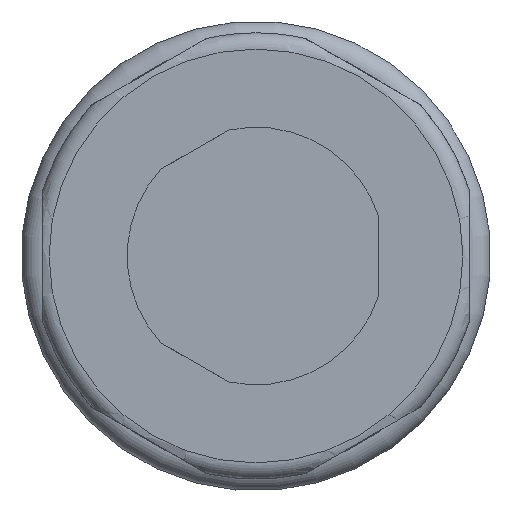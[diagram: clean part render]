
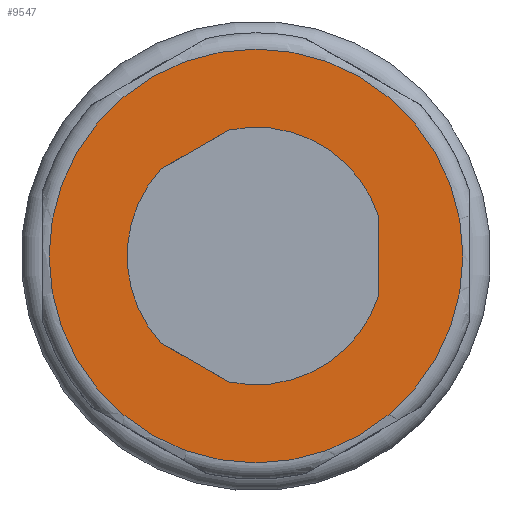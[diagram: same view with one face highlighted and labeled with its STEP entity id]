
A CAD part, left-side view. The second image highlights one B-rep face of the part: STEP entity #9547.
In plain terms, the highlighted planar face has unit normal (-1, 0, 0).
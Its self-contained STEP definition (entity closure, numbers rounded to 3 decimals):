
#103=FACE_BOUND('',#2787,.T.);
#483=CIRCLE('',#10005,10.2);
#484=CIRCLE('',#10006,10.2);
#485=CIRCLE('',#10007,6.35);
#486=CIRCLE('',#10008,6.35);
#487=CIRCLE('',#10009,6.35);
#1020=LINE('',#70301,#1546);
#1021=LINE('',#70305,#1547);
#1022=LINE('',#70309,#1548);
#1546=VECTOR('',#11373,10.);
#1547=VECTOR('',#11376,10.);
#1548=VECTOR('',#11379,10.);
#1760=PLANE('',#10004);
#2237=FACE_OUTER_BOUND('',#2786,.T.);
#2786=EDGE_LOOP('',(#8266,#8267));
#2787=EDGE_LOOP('',(#8268,#8269,#8270,#8271,#8272,#8273));
#4308=VERTEX_POINT('',#70295);
#4309=VERTEX_POINT('',#70296);
#4310=VERTEX_POINT('',#70299);
#4311=VERTEX_POINT('',#70300);
#4312=VERTEX_POINT('',#70302);
#4313=VERTEX_POINT('',#70304);
#4314=VERTEX_POINT('',#70306);
#4315=VERTEX_POINT('',#70308);
#5643=EDGE_CURVE('',#4308,#4309,#483,.T.);
#5644=EDGE_CURVE('',#4309,#4308,#484,.T.);
#5645=EDGE_CURVE('',#4310,#4311,#1020,.T.);
#5646=EDGE_CURVE('',#4311,#4312,#485,.T.);
#5647=EDGE_CURVE('',#4312,#4313,#1021,.T.);
#5648=EDGE_CURVE('',#4313,#4314,#486,.T.);
#5649=EDGE_CURVE('',#4314,#4315,#1022,.T.);
#5650=EDGE_CURVE('',#4315,#4310,#487,.T.);
#8266=ORIENTED_EDGE('',*,*,#5643,.F.);
#8267=ORIENTED_EDGE('',*,*,#5644,.F.);
#8268=ORIENTED_EDGE('',*,*,#5645,.T.);
#8269=ORIENTED_EDGE('',*,*,#5646,.T.);
#8270=ORIENTED_EDGE('',*,*,#5647,.T.);
#8271=ORIENTED_EDGE('',*,*,#5648,.T.);
#8272=ORIENTED_EDGE('',*,*,#5649,.T.);
#8273=ORIENTED_EDGE('',*,*,#5650,.T.);
#9547=ADVANCED_FACE('',(#2237,#103),#1760,.T.);
#10004=AXIS2_PLACEMENT_3D('',#70294,#11367,#11368);
#10005=AXIS2_PLACEMENT_3D('',#70297,#11369,#11370);
#10006=AXIS2_PLACEMENT_3D('',#70298,#11371,#11372);
#10007=AXIS2_PLACEMENT_3D('',#70303,#11374,#11375);
#10008=AXIS2_PLACEMENT_3D('',#70307,#11377,#11378);
#10009=AXIS2_PLACEMENT_3D('',#70310,#11380,#11381);
#11367=DIRECTION('center_axis',(-1.,0.,0.));
#11368=DIRECTION('ref_axis',(0.,0.,1.));
#11369=DIRECTION('center_axis',(1.,0.,0.));
#11370=DIRECTION('ref_axis',(0.,-1.,0.));
#11371=DIRECTION('center_axis',(1.,0.,0.));
#11372=DIRECTION('ref_axis',(0.,-1.,0.));
#11373=DIRECTION('',(0.,0.866,0.5));
#11374=DIRECTION('center_axis',(1.,0.,0.));
#11375=DIRECTION('ref_axis',(0.,-0.739,-0.673));
#11376=DIRECTION('',(0.,-0.866,0.5));
#11377=DIRECTION('center_axis',(1.,0.,0.));
#11378=DIRECTION('ref_axis',(0.,0.953,-0.304));
#11379=DIRECTION('',(0.,0.,-1.));
#11380=DIRECTION('center_axis',(1.,0.,0.));
#11381=DIRECTION('ref_axis',(0.,-0.213,0.977));
#70294=CARTESIAN_POINT('Origin',(0.,8.525,0.));
#70295=CARTESIAN_POINT('',(0.,10.2,0.));
#70296=CARTESIAN_POINT('',(0.,0.,10.2));
#70297=CARTESIAN_POINT('Origin',(0.,0.,0.));
#70298=CARTESIAN_POINT('Origin',(0.,0.,0.));
#70299=CARTESIAN_POINT('',(0.,1.355,-6.204));
#70300=CARTESIAN_POINT('',(0.,4.695,-4.275));
#70301=CARTESIAN_POINT('',(0.,7.057,-2.912));
#70302=CARTESIAN_POINT('',(0.,4.695,4.275));
#70303=CARTESIAN_POINT('Origin',(0.,0.,0.));
#70304=CARTESIAN_POINT('',(0.,1.355,6.204));
#70305=CARTESIAN_POINT('',(0.,5.387,3.876));
#70306=CARTESIAN_POINT('',(0.,-6.05,1.929));
#70307=CARTESIAN_POINT('Origin',(0.,0.,0.));
#70308=CARTESIAN_POINT('',(0.,-6.05,-1.929));
#70309=CARTESIAN_POINT('',(0.,-6.05,-0.964));
#70310=CARTESIAN_POINT('Origin',(0.,0.,0.));
